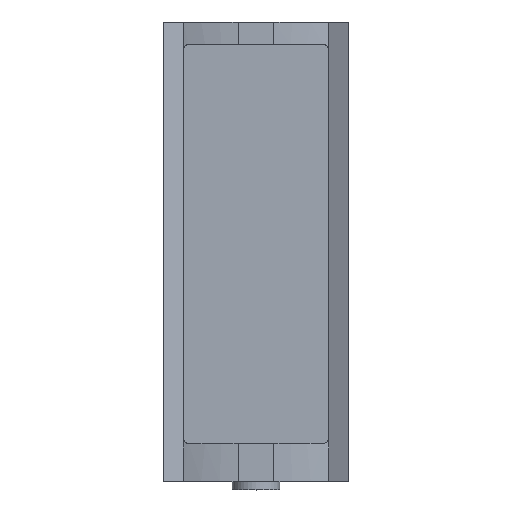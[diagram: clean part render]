
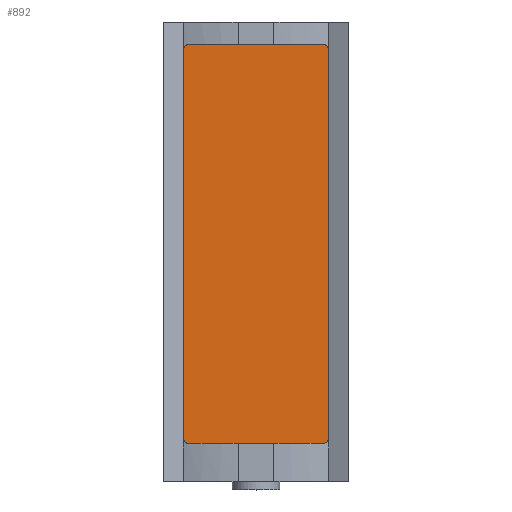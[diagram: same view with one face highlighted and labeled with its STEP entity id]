
A CAD part, top view. The second image highlights one B-rep face of the part: STEP entity #892.
In plain terms, the highlighted planar face has unit normal (0, 0, 1).
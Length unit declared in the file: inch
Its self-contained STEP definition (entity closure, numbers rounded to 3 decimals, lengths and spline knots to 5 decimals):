
#121=CARTESIAN_POINT('',(-24.115,72.45329,11.));
#122=DIRECTION('',(0.,0.,1.));
#123=DIRECTION('',(0.,1.,0.));
#124=AXIS2_PLACEMENT_3D('',#121,#122,#123);
#126=DIRECTION('',(-1.,0.,0.));
#127=VECTOR('',#126,48.23);
#128=CARTESIAN_POINT('',(24.115,74.45329,11.));
#129=LINE('',#128,#127);
#130=CARTESIAN_POINT('',(24.115,72.45329,11.));
#131=DIRECTION('',(0.,0.,1.));
#132=DIRECTION('',(1.,0.,0.));
#133=AXIS2_PLACEMENT_3D('',#130,#131,#132);
#135=DIRECTION('',(0.,1.,0.));
#136=VECTOR('',#135,139.25329);
#137=CARTESIAN_POINT('',(26.115,-66.8,11.));
#138=LINE('',#137,#136);
#139=CARTESIAN_POINT('',(24.115,-66.8,11.));
#140=DIRECTION('',(0.,0.,1.));
#141=DIRECTION('',(0.,-1.,0.));
#142=AXIS2_PLACEMENT_3D('',#139,#140,#141);
#144=DIRECTION('',(1.,0.,0.));
#145=VECTOR('',#144,48.23);
#146=CARTESIAN_POINT('',(-24.115,-68.8,11.));
#147=LINE('',#146,#145);
#148=CARTESIAN_POINT('',(-24.115,-66.8,11.));
#149=DIRECTION('',(0.,0.,1.));
#150=DIRECTION('',(-1.,0.,0.));
#151=AXIS2_PLACEMENT_3D('',#148,#149,#150);
#153=DIRECTION('',(0.,-1.,0.));
#154=VECTOR('',#153,139.25329);
#155=CARTESIAN_POINT('',(-26.115,72.45329,11.));
#156=LINE('',#155,#154);
#675=CARTESIAN_POINT('',(-24.115,74.45329,11.));
#676=CARTESIAN_POINT('',(-26.115,72.45329,11.));
#677=VERTEX_POINT('',#675);
#678=VERTEX_POINT('',#676);
#679=CARTESIAN_POINT('',(-26.115,-66.8,11.));
#680=VERTEX_POINT('',#679);
#681=CARTESIAN_POINT('',(-24.115,-68.8,11.));
#682=VERTEX_POINT('',#681);
#683=CARTESIAN_POINT('',(24.115,-68.8,11.));
#684=VERTEX_POINT('',#683);
#685=CARTESIAN_POINT('',(26.115,-66.8,11.));
#686=VERTEX_POINT('',#685);
#687=CARTESIAN_POINT('',(26.115,72.45329,11.));
#688=VERTEX_POINT('',#687);
#689=CARTESIAN_POINT('',(24.115,74.45329,11.));
#690=VERTEX_POINT('',#689);
#873=CARTESIAN_POINT('',(0.,0.,11.));
#874=DIRECTION('',(0.,0.,1.));
#875=DIRECTION('',(1.,0.,0.));
#876=AXIS2_PLACEMENT_3D('',#873,#874,#875);
#877=PLANE('',#876);
#878=ORIENTED_EDGE('',*,*,#803,.F.);
#879=ORIENTED_EDGE('',*,*,#820,.F.);
#881=ORIENTED_EDGE('',*,*,#880,.F.);
#883=ORIENTED_EDGE('',*,*,#882,.F.);
#884=ORIENTED_EDGE('',*,*,#866,.F.);
#885=ORIENTED_EDGE('',*,*,#753,.F.);
#887=ORIENTED_EDGE('',*,*,#886,.F.);
#889=ORIENTED_EDGE('',*,*,#888,.F.);
#890=EDGE_LOOP('',(#878,#879,#881,#883,#884,#885,#887,#889));
#891=FACE_OUTER_BOUND('',#890,.F.);
#125=CIRCLE('',#124,2.);
#134=CIRCLE('',#133,2.);
#143=CIRCLE('',#142,2.);
#152=CIRCLE('',#151,2.);
#753=EDGE_CURVE('',#682,#684,#147,.T.);
#803=EDGE_CURVE('',#677,#678,#125,.T.);
#820=EDGE_CURVE('',#690,#677,#129,.T.);
#866=EDGE_CURVE('',#684,#686,#143,.T.);
#880=EDGE_CURVE('',#688,#690,#134,.T.);
#882=EDGE_CURVE('',#686,#688,#138,.T.);
#886=EDGE_CURVE('',#680,#682,#152,.T.);
#888=EDGE_CURVE('',#678,#680,#156,.T.);
#892=ADVANCED_FACE('',(#891),#877,.T.);
